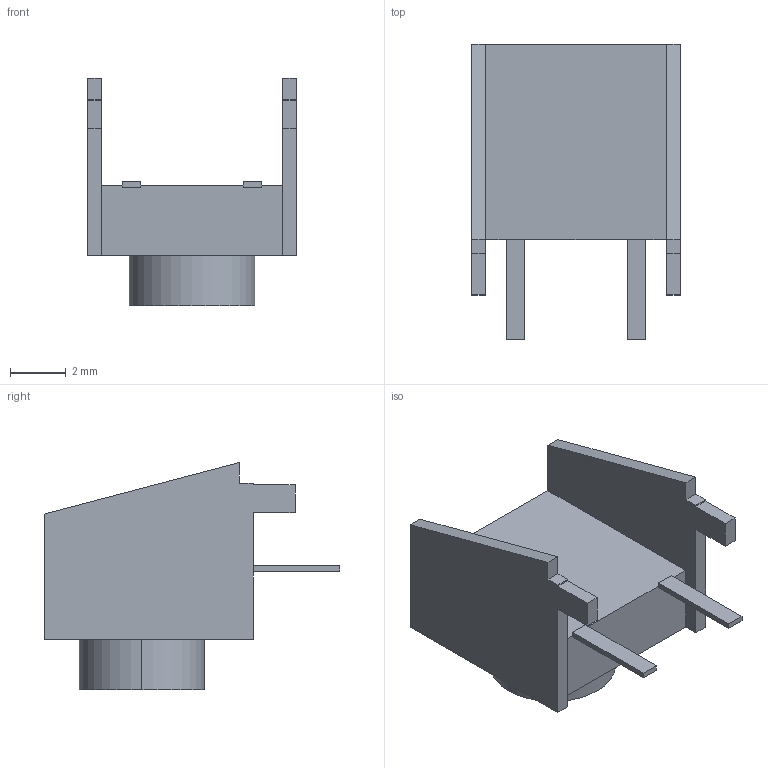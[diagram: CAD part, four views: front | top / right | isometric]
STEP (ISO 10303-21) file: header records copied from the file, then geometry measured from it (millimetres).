
FILE_DESCRIPTION (( 'STEP AP214' ), '1' );
FILE_NAME ('耜偌聽.STEP', '2024-06-23T13:14:19', ( '' ), ( '' ), 'SwSTEP 2.0', 'SolidWorks 2019', '' );
FILE_SCHEMA (( 'AUTOMOTIVE_DESIGN' ));
Length unit declared in the file: millimetre
Products named in the file (1): 耜偌聽
Bounding box: 7.5 x 10.6 x 8.15 mm (x, y, z)
Volume: 185.6 mm3; surface area: 324.9 mm2
Topology: 1 solids, 1 shells, 39 faces, 104 edges, 68 vertices
Faces by surface type: plane 37, cylinder 2
Entity records: 1554 total; most frequent: CARTESIAN_POINT 212, ORIENTED_EDGE 208, DIRECTION 188, EDGE_CURVE 104, VECTOR 100, LINE 100, VERTEX_POINT 68, AXIS2_PLACEMENT_3D 44
